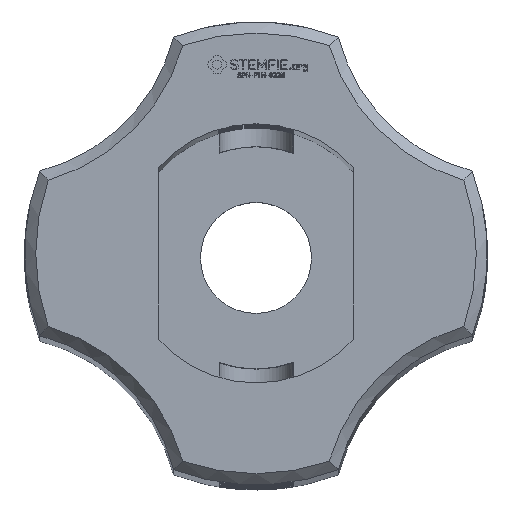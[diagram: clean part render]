
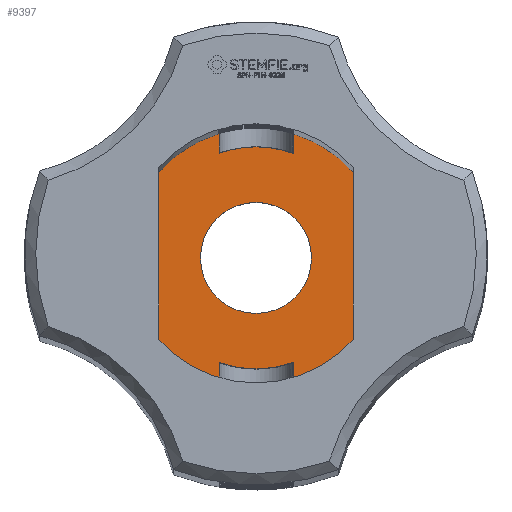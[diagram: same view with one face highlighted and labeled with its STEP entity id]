
A CAD part, top view. The second image highlights one B-rep face of the part: STEP entity #9397.
In plain terms, the highlighted planar face has unit normal (0, 0, 1).
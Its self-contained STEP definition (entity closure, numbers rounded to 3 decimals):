
#2485 = VERTEX_POINT('',#2486);
#2486 = CARTESIAN_POINT('',(2.829,0.998,11.));
#2509 = EDGE_CURVE('',#2510,#2485,#2512,.T.);
#2510 = VERTEX_POINT('',#2511);
#2511 = CARTESIAN_POINT('',(2.625,0.998,11.));
#2512 = LINE('',#2513,#2514);
#2513 = CARTESIAN_POINT('',(83.982,0.998,11.));
#2514 = VECTOR('',#2515,1.);
#2515 = DIRECTION('',(1.,0.,0.));
#2518 = VERTEX_POINT('',#2519);
#2519 = CARTESIAN_POINT('',(2.625,-0.998,11.));
#2526 = EDGE_CURVE('',#2518,#2527,#2529,.T.);
#2527 = VERTEX_POINT('',#2528);
#2528 = CARTESIAN_POINT('',(2.829,-0.998,11.));
#2529 = LINE('',#2530,#2531);
#2530 = CARTESIAN_POINT('',(83.982,-0.998,11.));
#2531 = VECTOR('',#2532,1.);
#2532 = DIRECTION('',(1.,0.,0.));
#9280 = EDGE_CURVE('',#9281,#2510,#9283,.T.);
#9281 = VERTEX_POINT('',#9282);
#9282 = CARTESIAN_POINT('',(2.625,2.315,11.));
#9283 = LINE('',#9284,#9285);
#9284 = CARTESIAN_POINT('',(2.625,2.315,11.));
#9285 = VECTOR('',#9286,1.);
#9286 = DIRECTION('',(0.,-1.,0.));
#9296 = VERTEX_POINT('',#9297);
#9297 = CARTESIAN_POINT('',(2.625,-2.315,11.));
#9303 = EDGE_CURVE('',#2518,#9296,#9304,.T.);
#9304 = LINE('',#9305,#9306);
#9305 = CARTESIAN_POINT('',(2.625,2.315,11.));
#9306 = VECTOR('',#9307,1.);
#9307 = DIRECTION('',(0.,-1.,0.));
#9384 = EDGE_CURVE('',#2485,#2527,#9385,.T.);
#9385 = CIRCLE('',#9386,3.);
#9386 = AXIS2_PLACEMENT_3D('',#9387,#9388,#9389);
#9387 = CARTESIAN_POINT('',(0.,0.,11.));
#9388 = DIRECTION('',(0.,0.,-1.));
#9389 = DIRECTION('',(0.,1.,0.));
#9397 = ADVANCED_FACE('',(#9398,#9539),#9550,.T.);
#9398 = FACE_BOUND('',#9399,.T.);
#9399 = EDGE_LOOP('',(#9400,#9401,#9402,#9403,#9404,#9413,#9421,#9430,
    #9439,#9447,#9456,#9464,#9472,#9481,#9489,#9497,#9506,#9514,#9523,
    #9531,#9538));
#9400 = ORIENTED_EDGE('',*,*,#2526,.T.);
#9401 = ORIENTED_EDGE('',*,*,#9384,.F.);
#9402 = ORIENTED_EDGE('',*,*,#2509,.F.);
#9403 = ORIENTED_EDGE('',*,*,#9280,.F.);
#9404 = ORIENTED_EDGE('',*,*,#9405,.T.);
#9405 = EDGE_CURVE('',#9281,#9406,#9408,.T.);
#9406 = VERTEX_POINT('',#9407);
#9407 = CARTESIAN_POINT('',(0.998,3.355,11.));
#9408 = CIRCLE('',#9409,3.5);
#9409 = AXIS2_PLACEMENT_3D('',#9410,#9411,#9412);
#9410 = CARTESIAN_POINT('',(0.,0.,11.)
  );
#9411 = DIRECTION('',(0.,0.,1.));
#9412 = DIRECTION('',(1.,0.,0.));
#9413 = ORIENTED_EDGE('',*,*,#9414,.T.);
#9414 = EDGE_CURVE('',#9406,#9415,#9417,.T.);
#9415 = VERTEX_POINT('',#9416);
#9416 = CARTESIAN_POINT('',(0.998,2.829,11.));
#9417 = LINE('',#9418,#9419);
#9418 = CARTESIAN_POINT('',(0.998,-83.982,11.));
#9419 = VECTOR('',#9420,1.);
#9420 = DIRECTION('',(0.,-1.,0.));
#9421 = ORIENTED_EDGE('',*,*,#9422,.F.);
#9422 = EDGE_CURVE('',#9423,#9415,#9425,.T.);
#9423 = VERTEX_POINT('',#9424);
#9424 = CARTESIAN_POINT('',(0.,3.,11.));
#9425 = CIRCLE('',#9426,3.);
#9426 = AXIS2_PLACEMENT_3D('',#9427,#9428,#9429);
#9427 = CARTESIAN_POINT('',(0.,0.,11.));
#9428 = DIRECTION('',(0.,0.,-1.));
#9429 = DIRECTION('',(0.,1.,0.));
#9430 = ORIENTED_EDGE('',*,*,#9431,.F.);
#9431 = EDGE_CURVE('',#9432,#9423,#9434,.T.);
#9432 = VERTEX_POINT('',#9433);
#9433 = CARTESIAN_POINT('',(-0.998,2.829,11.));
#9434 = CIRCLE('',#9435,3.);
#9435 = AXIS2_PLACEMENT_3D('',#9436,#9437,#9438);
#9436 = CARTESIAN_POINT('',(0.,0.,11.));
#9437 = DIRECTION('',(0.,0.,-1.));
#9438 = DIRECTION('',(0.,1.,0.));
#9439 = ORIENTED_EDGE('',*,*,#9440,.F.);
#9440 = EDGE_CURVE('',#9441,#9432,#9443,.T.);
#9441 = VERTEX_POINT('',#9442);
#9442 = CARTESIAN_POINT('',(-0.998,3.355,11.));
#9443 = LINE('',#9444,#9445);
#9444 = CARTESIAN_POINT('',(-0.998,-83.982,11.));
#9445 = VECTOR('',#9446,1.);
#9446 = DIRECTION('',(0.,-1.,0.));
#9447 = ORIENTED_EDGE('',*,*,#9448,.T.);
#9448 = EDGE_CURVE('',#9441,#9449,#9451,.T.);
#9449 = VERTEX_POINT('',#9450);
#9450 = CARTESIAN_POINT('',(-2.625,2.315,11.));
#9451 = CIRCLE('',#9452,3.5);
#9452 = AXIS2_PLACEMENT_3D('',#9453,#9454,#9455);
#9453 = CARTESIAN_POINT('',(0.,0.,11.)
  );
#9454 = DIRECTION('',(0.,0.,1.));
#9455 = DIRECTION('',(1.,0.,0.));
#9456 = ORIENTED_EDGE('',*,*,#9457,.T.);
#9457 = EDGE_CURVE('',#9449,#9458,#9460,.T.);
#9458 = VERTEX_POINT('',#9459);
#9459 = CARTESIAN_POINT('',(-2.625,0.998,11.));
#9460 = LINE('',#9461,#9462);
#9461 = CARTESIAN_POINT('',(-2.625,2.315,11.));
#9462 = VECTOR('',#9463,1.);
#9463 = DIRECTION('',(0.,-1.,0.));
#9464 = ORIENTED_EDGE('',*,*,#9465,.F.);
#9465 = EDGE_CURVE('',#9466,#9458,#9468,.T.);
#9466 = VERTEX_POINT('',#9467);
#9467 = CARTESIAN_POINT('',(-2.829,0.998,11.));
#9468 = LINE('',#9469,#9470);
#9469 = CARTESIAN_POINT('',(83.982,0.998,11.));
#9470 = VECTOR('',#9471,1.);
#9471 = DIRECTION('',(1.,0.,0.));
#9472 = ORIENTED_EDGE('',*,*,#9473,.F.);
#9473 = EDGE_CURVE('',#9474,#9466,#9476,.T.);
#9474 = VERTEX_POINT('',#9475);
#9475 = CARTESIAN_POINT('',(-2.829,-0.998,11.));
#9476 = CIRCLE('',#9477,3.);
#9477 = AXIS2_PLACEMENT_3D('',#9478,#9479,#9480);
#9478 = CARTESIAN_POINT('',(0.,0.,11.));
#9479 = DIRECTION('',(0.,0.,-1.));
#9480 = DIRECTION('',(0.,1.,0.));
#9481 = ORIENTED_EDGE('',*,*,#9482,.T.);
#9482 = EDGE_CURVE('',#9474,#9483,#9485,.T.);
#9483 = VERTEX_POINT('',#9484);
#9484 = CARTESIAN_POINT('',(-2.625,-0.998,11.));
#9485 = LINE('',#9486,#9487);
#9486 = CARTESIAN_POINT('',(83.982,-0.998,11.));
#9487 = VECTOR('',#9488,1.);
#9488 = DIRECTION('',(1.,0.,0.));
#9489 = ORIENTED_EDGE('',*,*,#9490,.T.);
#9490 = EDGE_CURVE('',#9483,#9491,#9493,.T.);
#9491 = VERTEX_POINT('',#9492);
#9492 = CARTESIAN_POINT('',(-2.625,-2.315,11.));
#9493 = LINE('',#9494,#9495);
#9494 = CARTESIAN_POINT('',(-2.625,2.315,11.));
#9495 = VECTOR('',#9496,1.);
#9496 = DIRECTION('',(0.,-1.,0.));
#9497 = ORIENTED_EDGE('',*,*,#9498,.T.);
#9498 = EDGE_CURVE('',#9491,#9499,#9501,.T.);
#9499 = VERTEX_POINT('',#9500);
#9500 = CARTESIAN_POINT('',(-0.998,-3.355,11.));
#9501 = CIRCLE('',#9502,3.5);
#9502 = AXIS2_PLACEMENT_3D('',#9503,#9504,#9505);
#9503 = CARTESIAN_POINT('',(0.,0.,11.)
  );
#9504 = DIRECTION('',(0.,0.,1.));
#9505 = DIRECTION('',(1.,0.,0.));
#9506 = ORIENTED_EDGE('',*,*,#9507,.F.);
#9507 = EDGE_CURVE('',#9508,#9499,#9510,.T.);
#9508 = VERTEX_POINT('',#9509);
#9509 = CARTESIAN_POINT('',(-0.998,-2.829,11.));
#9510 = LINE('',#9511,#9512);
#9511 = CARTESIAN_POINT('',(-0.998,-83.982,11.));
#9512 = VECTOR('',#9513,1.);
#9513 = DIRECTION('',(0.,-1.,0.));
#9514 = ORIENTED_EDGE('',*,*,#9515,.F.);
#9515 = EDGE_CURVE('',#9516,#9508,#9518,.T.);
#9516 = VERTEX_POINT('',#9517);
#9517 = CARTESIAN_POINT('',(0.998,-2.829,11.));
#9518 = CIRCLE('',#9519,3.);
#9519 = AXIS2_PLACEMENT_3D('',#9520,#9521,#9522);
#9520 = CARTESIAN_POINT('',(0.,0.,11.));
#9521 = DIRECTION('',(0.,0.,-1.));
#9522 = DIRECTION('',(0.,1.,0.));
#9523 = ORIENTED_EDGE('',*,*,#9524,.T.);
#9524 = EDGE_CURVE('',#9516,#9525,#9527,.T.);
#9525 = VERTEX_POINT('',#9526);
#9526 = CARTESIAN_POINT('',(0.998,-3.355,11.));
#9527 = LINE('',#9528,#9529);
#9528 = CARTESIAN_POINT('',(0.998,-83.982,11.));
#9529 = VECTOR('',#9530,1.);
#9530 = DIRECTION('',(0.,-1.,0.));
#9531 = ORIENTED_EDGE('',*,*,#9532,.T.);
#9532 = EDGE_CURVE('',#9525,#9296,#9533,.T.);
#9533 = CIRCLE('',#9534,3.5);
#9534 = AXIS2_PLACEMENT_3D('',#9535,#9536,#9537);
#9535 = CARTESIAN_POINT('',(0.,0.,11.)
  );
#9536 = DIRECTION('',(0.,0.,1.));
#9537 = DIRECTION('',(1.,0.,0.));
#9538 = ORIENTED_EDGE('',*,*,#9303,.F.);
#9539 = FACE_BOUND('',#9540,.T.);
#9540 = EDGE_LOOP('',(#9541));
#9541 = ORIENTED_EDGE('',*,*,#9542,.T.);
#9542 = EDGE_CURVE('',#9543,#9543,#9545,.T.);
#9543 = VERTEX_POINT('',#9544);
#9544 = CARTESIAN_POINT('',(0.,1.5,11.));
#9545 = CIRCLE('',#9546,1.5);
#9546 = AXIS2_PLACEMENT_3D('',#9547,#9548,#9549);
#9547 = CARTESIAN_POINT('',(0.,0.,11.));
#9548 = DIRECTION('',(0.,0.,-1.));
#9549 = DIRECTION('',(0.,1.,0.));
#9550 = PLANE('',#9551);
#9551 = AXIS2_PLACEMENT_3D('',#9552,#9553,#9554);
#9552 = CARTESIAN_POINT('',(0.,0.001,11.)
  );
#9553 = DIRECTION('',(0.,0.,1.));
#9554 = DIRECTION('',(0.,1.,0.));
